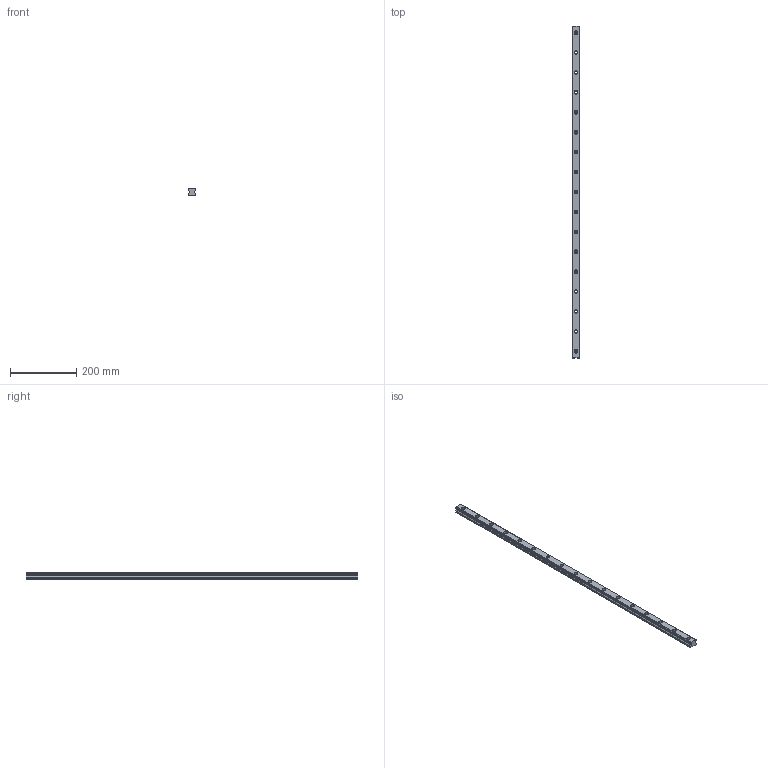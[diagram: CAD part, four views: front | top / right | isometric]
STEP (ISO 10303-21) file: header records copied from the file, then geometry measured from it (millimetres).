
FILE_DESCRIPTION (( 'STEP AP203' ), '1' );
FILE_NAME ('H25-1000L.step', '2021-02-18T17:47:16', ( '' ), ( '' ), 'SwSTEP 2.0', 'SolidWorks 2019', '' );
FILE_SCHEMA (( 'CONFIG_CONTROL_DESIGN' ));
Length unit declared in the file: millimetre
Products named in the file (1): H25-1000L
Bounding box: 23 x 1000 x 20 mm (x, y, z)
Volume: 386631.8 mm3; surface area: 96540.3 mm2
Topology: 1 solids, 1 shells, 138 faces, 408 edges, 272 vertices
Faces by surface type: cylinder 84, plane 54
Entity records: 4825 total; most frequent: CARTESIAN_POINT 1023, ORIENTED_EDGE 816, DIRECTION 786, EDGE_CURVE 408, AXIS2_PLACEMENT_3D 307, VERTEX_POINT 272, EDGE_LOOP 172, LINE 172
